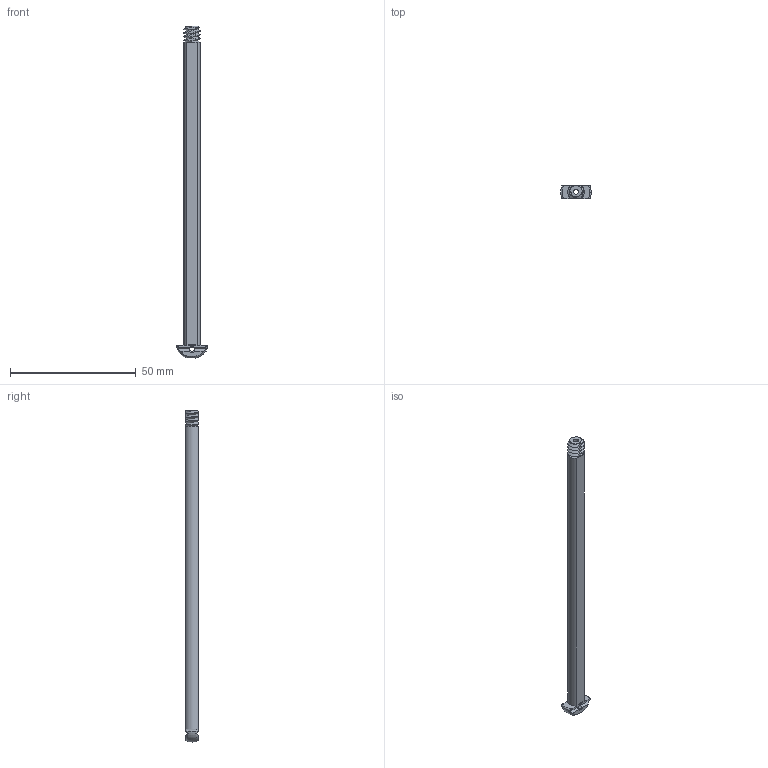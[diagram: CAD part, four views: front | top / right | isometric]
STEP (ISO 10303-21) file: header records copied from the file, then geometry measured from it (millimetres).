
FILE_DESCRIPTION(('FreeCAD Model'),'2;1');
FILE_NAME('Open CASCADE Shape Model','2023-11-07T11:47:18',(''),(''), 'Open CASCADE STEP processor 7.6','FreeCAD','Unknown');
FILE_SCHEMA(('AUTOMOTIVE_DESIGN { 1 0 10303 214 1 1 1 1 }'));
Products named in the file (1): Shoulder Screw RH RHD BU09.75 - SPN-SSC-0079 (stemfie.org)
Bounding box: 12.2 x 5 x 131.85 mm (x, y, z)
Volume: 3552.1 mm3; surface area: 3685 mm2
Topology: 1 solids, 1 shells, 582 faces, 1617 edges, 1064 vertices
Faces by surface type: plane 315, extrusion 216, bspline 31, cone 10, cylinder 6, torus 3, revolution 1
Full cylindrical faces by diameter (mm): 2 x2, 2.001 x1
Entity records: 50078 total; most frequent: CARTESIAN_POINT 19719, DIRECTION 4630, VECTOR 3822, LINE 3606, ORIENTED_EDGE 3234, PCURVE 3234, DEFINITIONAL_REPRESENTATION 3234, EDGE_CURVE 1617
